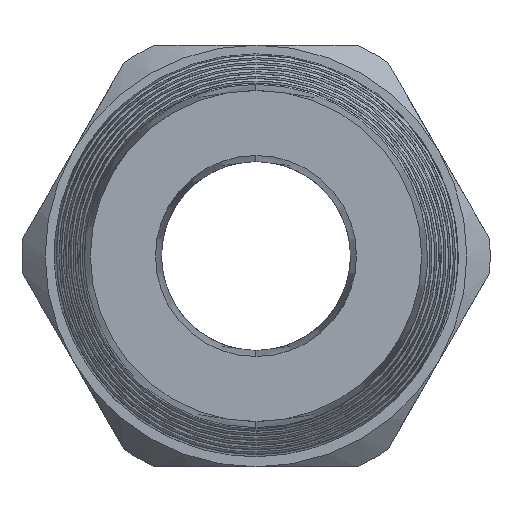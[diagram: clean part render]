
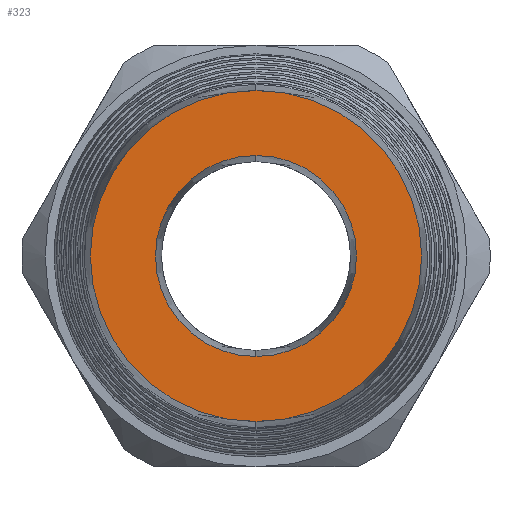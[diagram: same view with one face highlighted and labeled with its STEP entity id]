
A CAD part, left-side view. The second image highlights one B-rep face of the part: STEP entity #323.
In plain terms, the highlighted planar face has unit normal (-1, 0, 0).
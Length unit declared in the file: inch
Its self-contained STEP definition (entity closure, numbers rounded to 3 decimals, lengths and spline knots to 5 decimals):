
#323 = ADVANCED_FACE ( 'NONE', ( #3766, #3765 ), #3763, .T. ) ;
#324 = EDGE_LOOP ( 'NONE', ( #325, #384 ) ) ;
#325 = ORIENTED_EDGE ( 'NONE', *, *, #326, .T. ) ;
#326 = EDGE_CURVE ( 'NONE', #4409, #4427, #3746, .T. ) ;
#384 = ORIENTED_EDGE ( 'NONE', *, *, #4429, .T. ) ;
#385 = EDGE_LOOP ( 'NONE', ( #386, #388 ) ) ;
#386 = ORIENTED_EDGE ( 'NONE', *, *, #387, .F. ) ;
#387 = EDGE_CURVE ( 'NONE', #4469, #4455, #7663, .T. ) ;
#388 = ORIENTED_EDGE ( 'NONE', *, *, #4470, .F. ) ;
#3742 = DIRECTION ( 'NONE',  ( 0., 0., 1. ) ) ;
#3743 = DIRECTION ( 'NONE',  ( -1., 0., 0. ) ) ;
#3744 = CARTESIAN_POINT ( 'NONE',  ( -3.38, 0., 0. ) ) ;
#3745 = AXIS2_PLACEMENT_3D ( 'NONE', #3744, #3743, #3742 ) ;
#3746 = CIRCLE ( 'NONE', #3745, 0.34168 ) ;
#3747 = DIRECTION ( 'NONE',  ( 0., 0., 1. ) ) ;
#3748 = DIRECTION ( 'NONE',  ( -1., 0., 0. ) ) ;
#3749 = CARTESIAN_POINT ( 'NONE',  ( -3.38, 0., 0. ) ) ;
#3750 = AXIS2_PLACEMENT_3D ( 'NONE', #3749, #3748, #3747 ) ;
#3763 = PLANE ( 'NONE',  #3750 ) ;
#3765 = FACE_BOUND ( 'NONE', #385, .T. ) ;
#3766 = FACE_OUTER_BOUND ( 'NONE', #324, .T. ) ;
#4409 = VERTEX_POINT ( 'NONE', #8189 ) ;
#4427 = VERTEX_POINT ( 'NONE', #8238 ) ;
#4429 = EDGE_CURVE ( 'NONE', #4427, #4409, #8232, .T. ) ;
#4455 = VERTEX_POINT ( 'NONE', #8401 ) ;
#4469 = VERTEX_POINT ( 'NONE', #8478 ) ;
#4470 = EDGE_CURVE ( 'NONE', #4455, #4469, #8476, .T. ) ;
#7663 = CIRCLE ( 'NONE', #7679, 0.20738 ) ;
#7674 = CARTESIAN_POINT ( 'NONE',  ( -3.38, 0., 0. ) ) ;
#7679 = AXIS2_PLACEMENT_3D ( 'NONE', #7674, #7755, #7753 ) ;
#7753 = DIRECTION ( 'NONE',  ( 0., 0., 1. ) ) ;
#7755 = DIRECTION ( 'NONE',  ( -1., 0., 0. ) ) ;
#8189 = CARTESIAN_POINT ( 'NONE',  ( -3.38, 0., 0.34168 ) ) ;
#8225 = DIRECTION ( 'NONE',  ( 0., 0., 1. ) ) ;
#8227 = DIRECTION ( 'NONE',  ( -1., 0., 0. ) ) ;
#8228 = CARTESIAN_POINT ( 'NONE',  ( -3.38, 0., 0. ) ) ;
#8230 = AXIS2_PLACEMENT_3D ( 'NONE', #8228, #8227, #8225 ) ;
#8232 = CIRCLE ( 'NONE', #8230, 0.34168 ) ;
#8238 = CARTESIAN_POINT ( 'NONE',  ( -3.38, 0., -0.34168 ) ) ;
#8401 = CARTESIAN_POINT ( 'NONE',  ( -3.38, 0., -0.20738 ) ) ;
#8472 = DIRECTION ( 'NONE',  ( 0., 0., 1. ) ) ;
#8473 = DIRECTION ( 'NONE',  ( -1., 0., 0. ) ) ;
#8474 = CARTESIAN_POINT ( 'NONE',  ( -3.38, 0., 0. ) ) ;
#8475 = AXIS2_PLACEMENT_3D ( 'NONE', #8474, #8473, #8472 ) ;
#8476 = CIRCLE ( 'NONE', #8475, 0.20738 ) ;
#8478 = CARTESIAN_POINT ( 'NONE',  ( -3.38, 0., 0.20738 ) ) ;
